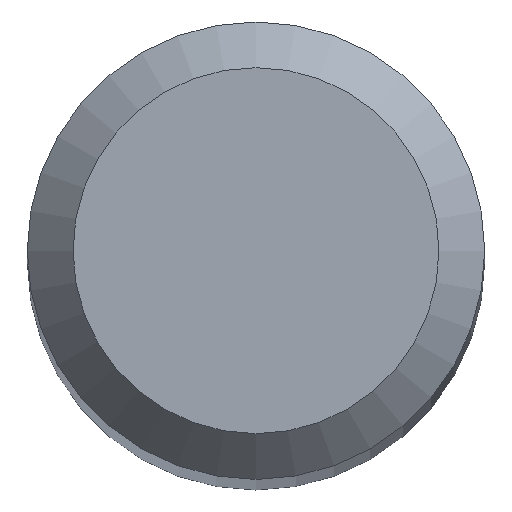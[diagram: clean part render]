
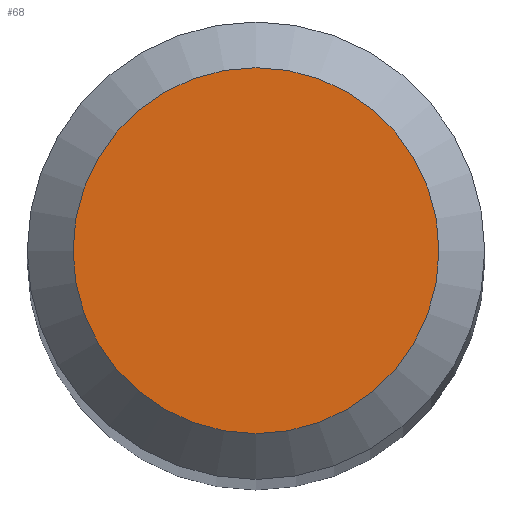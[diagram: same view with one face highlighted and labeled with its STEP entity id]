
A CAD part, top view. The second image highlights one B-rep face of the part: STEP entity #68.
In plain terms, the highlighted planar face has unit normal (0, 0, 1).
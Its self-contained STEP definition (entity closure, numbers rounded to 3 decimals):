
#12 = PLANE ( 'NONE',  #289 ) ;
#31 = CARTESIAN_POINT ( 'NONE',  ( 0., 1.2, 46. ) ) ;
#51 = CARTESIAN_POINT ( 'NONE',  ( 0., 0., 46. ) ) ;
#61 = CARTESIAN_POINT ( 'NONE',  ( 0., 0., 46. ) ) ;
#68 = ADVANCED_FACE ( 'NONE', ( #326 ), #12, .T. ) ;
#91 = CIRCLE ( 'NONE', #210, 1.2 ) ;
#94 = DIRECTION ( 'NONE',  ( 0., 0., -1. ) ) ;
#165 = DIRECTION ( 'NONE',  ( 0., 0., 1. ) ) ;
#187 = EDGE_CURVE ( 'NONE', #291, #291, #91, .T. ) ;
#210 = AXIS2_PLACEMENT_3D ( 'NONE', #61, #94, #315 ) ;
#289 = AXIS2_PLACEMENT_3D ( 'NONE', #51, #165, #299 ) ;
#291 = VERTEX_POINT ( 'NONE', #31 ) ;
#299 = DIRECTION ( 'NONE',  ( 0., -1., 0. ) ) ;
#304 = EDGE_LOOP ( 'NONE', ( #328 ) ) ;
#315 = DIRECTION ( 'NONE',  ( 0., 1., 0. ) ) ;
#326 = FACE_OUTER_BOUND ( 'NONE', #304, .T. ) ;
#328 = ORIENTED_EDGE ( 'NONE', *, *, #187, .F. ) ;
